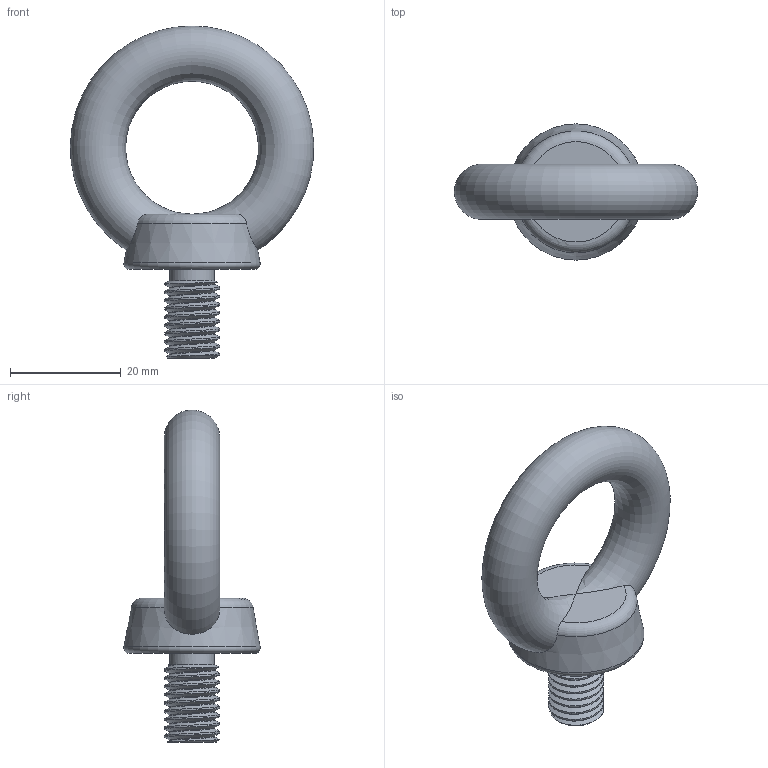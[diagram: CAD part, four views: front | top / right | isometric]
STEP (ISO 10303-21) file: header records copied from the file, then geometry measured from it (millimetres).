
FILE_DESCRIPTION(/* description */ (''),/* implementation_level */ '2;1');
FILE_NAME(/* name */ 'M10 EYEBOLT.stp',/* time_stamp */ '2016-11-23T16:20:02+02:00',/* author */ ('Johann'),/* organization */ (''),/* preprocessor_version */ 'ST-DEVELOPER v16.1',/* originating_system */ 'Autodesk Inventor 2016',/* authorisation */ '');
FILE_SCHEMA (('AUTOMOTIVE_DESIGN { 1 0 10303 214 3 1 1 }'));
Length unit declared in the file: millimetre
Products named in the file (1): M10 EYEBOLT
Bounding box: 43.98 x 24.62 x 60 mm (x, y, z)
Volume: 11983.6 mm3; surface area: 4820.9 mm2
Topology: 1 solids, 1 shells, 16 faces, 40 edges, 25 vertices
Faces by surface type: plane 4, torus 4, bspline 3, cone 3, cylinder 2
Full cylindrical faces by diameter (mm): 8.1 x1
Entity records: 2454 total; most frequent: CARTESIAN_POINT 2118, ORIENTED_EDGE 68, DIRECTION 50, EDGE_CURVE 34, AXIS2_PLACEMENT_3D 25, B_SPLINE_CURVE_WITH_KNOTS 23, VERTEX_POINT 23, EDGE_LOOP 21
